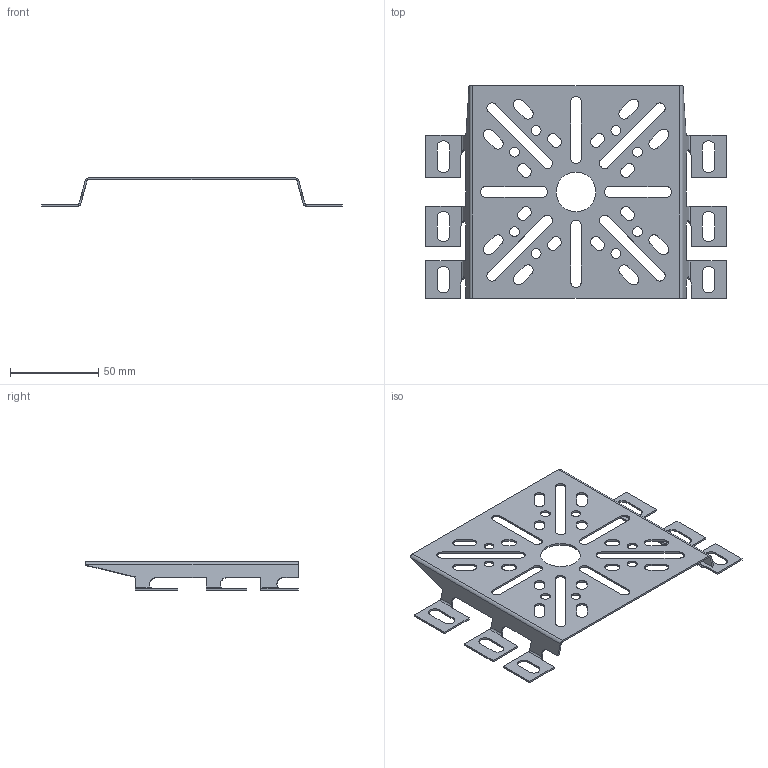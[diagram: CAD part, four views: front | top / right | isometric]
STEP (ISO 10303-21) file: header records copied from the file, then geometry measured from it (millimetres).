
FILE_DESCRIPTION (( 'STEP AP214' ), '1' );
FILE_NAME ('7085133.stp', '2018-01-03T09:49:23', ( '' ), ( '' ), 'SwSTEP 2.0', 'SolidWorks 2016', '' );
FILE_SCHEMA (( 'AUTOMOTIVE_DESIGN' ));
Length unit declared in the file: millimetre
Products named in the file (1): 7085133
Bounding box: 170 x 120 x 16 mm (x, y, z)
Volume: 15030.8 mm3; surface area: 32724 mm2
Topology: 1 solids, 1 shells, 266 faces, 728 edges, 464 vertices
Faces by surface type: plane 132, cylinder 128, bspline 6
Entity records: 8940 total; most frequent: CARTESIAN_POINT 1871, DIRECTION 1470, ORIENTED_EDGE 1456, EDGE_CURVE 728, AXIS2_PLACEMENT_3D 505, VERTEX_POINT 464, LINE 460, VECTOR 460
